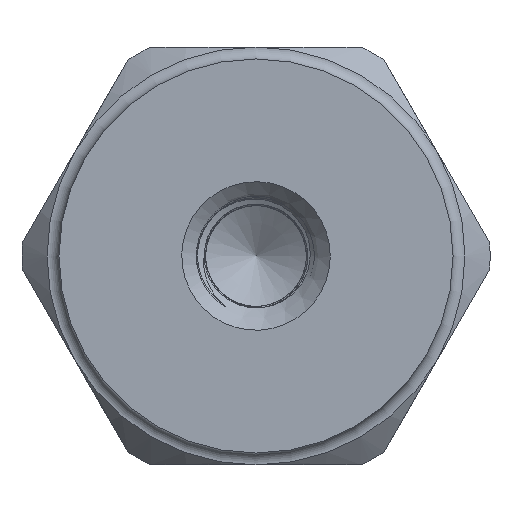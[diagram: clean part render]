
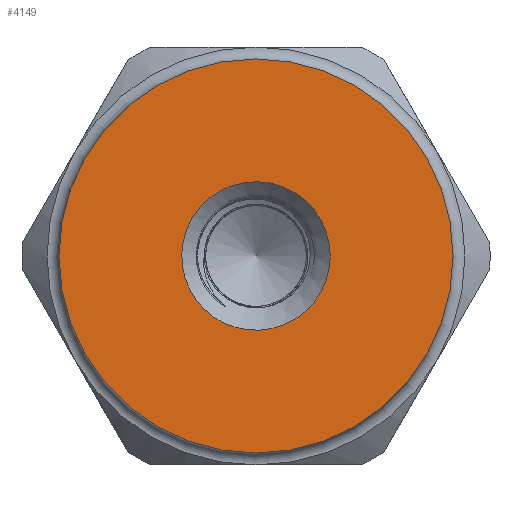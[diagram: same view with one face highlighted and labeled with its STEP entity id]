
A CAD part, front view. The second image highlights one B-rep face of the part: STEP entity #4149.
In plain terms, the highlighted planar face has unit normal (0, -1, 0).
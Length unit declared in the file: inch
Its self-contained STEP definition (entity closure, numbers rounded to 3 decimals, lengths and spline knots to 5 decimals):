
#90=FACE_BOUND('',#1212,.T.);
#890=FACE_OUTER_BOUND('',#1211,.T.);
#1211=EDGE_LOOP('',(#3237));
#1212=EDGE_LOOP('',(#3238));
#1582=CIRCLE('',#4486,0.1555);
#1601=CIRCLE('',#4519,0.4125);
#1933=VERTEX_POINT('',#12572);
#1964=VERTEX_POINT('',#12687);
#2402=EDGE_CURVE('',#1933,#1933,#1582,.T.);
#2446=EDGE_CURVE('',#1964,#1964,#1601,.T.);
#3237=ORIENTED_EDGE('',*,*,#2446,.T.);
#3238=ORIENTED_EDGE('',*,*,#2402,.F.);
#3741=PLANE('',#4518);
#4149=ADVANCED_FACE('',(#890,#90),#3741,.F.);
#4486=AXIS2_PLACEMENT_3D('',#12573,#5281,#5282);
#4518=AXIS2_PLACEMENT_3D('',#12686,#5357,#5358);
#4519=AXIS2_PLACEMENT_3D('',#12688,#5359,#5360);
#5281=DIRECTION('center_axis',(0.,-1.,0.));
#5282=DIRECTION('ref_axis',(-1.,0.,0.));
#5357=DIRECTION('center_axis',(0.,1.,0.));
#5358=DIRECTION('ref_axis',(0.,0.,1.));
#5359=DIRECTION('center_axis',(0.,-1.,0.));
#5360=DIRECTION('ref_axis',(-1.,0.,0.));
#12572=CARTESIAN_POINT('',(0.1555,0.,0.));
#12573=CARTESIAN_POINT('Origin',(0.,0.,0.));
#12686=CARTESIAN_POINT('Origin',(0.,0.,0.));
#12687=CARTESIAN_POINT('',(0.4125,0.,0.));
#12688=CARTESIAN_POINT('Origin',(0.,0.,0.));
